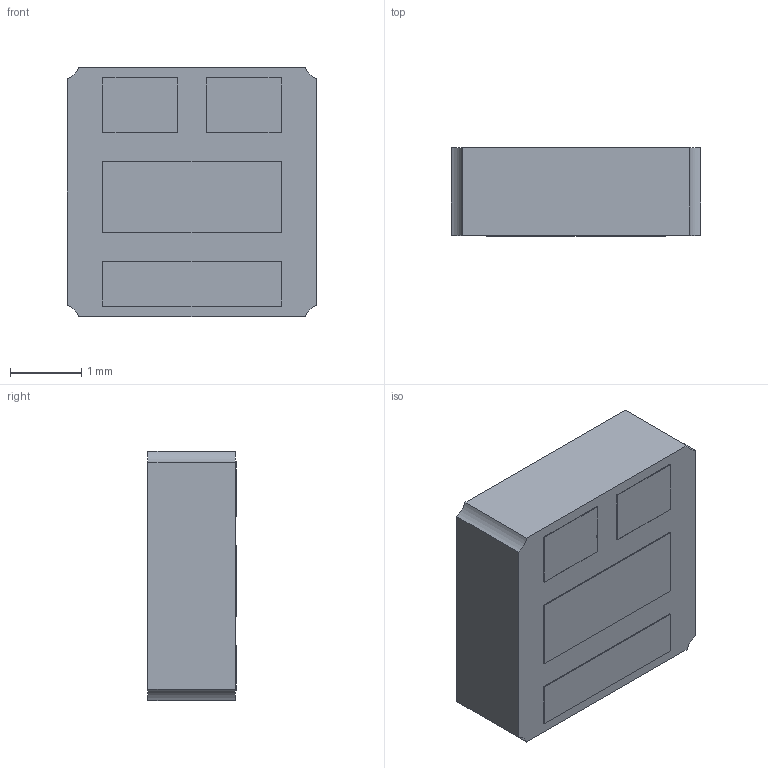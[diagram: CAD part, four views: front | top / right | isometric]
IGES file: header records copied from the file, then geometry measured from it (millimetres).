
Start section:  PTC IGES file: 1ZE.igs
Global section: file name: 1ZE.igs; native system: Creo Parametric by PTC Inc.; preprocessor: 2017480; author: STJ945188; organization: Unknown; date: 20231220.163542; units: millimetre
Bounding box: 3.5 x 1.24 x 3.5 mm (x, y, z)
Surface area: 49 mm2 (no closed solid volume)
Topology: 0 solids, 0 shells, 61 faces, 312 edges, 312 vertices
Faces by surface type: bspline 43, revolution 18
